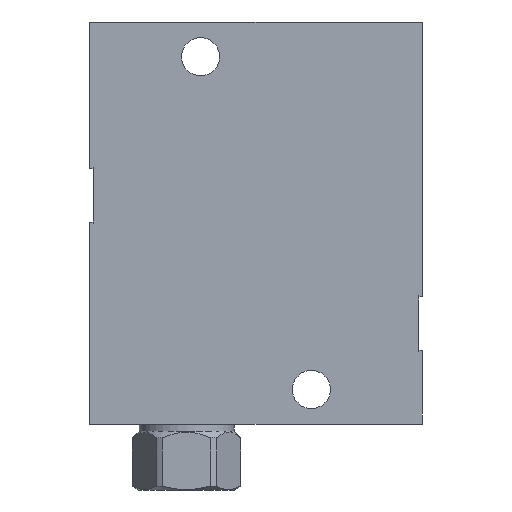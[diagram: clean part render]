
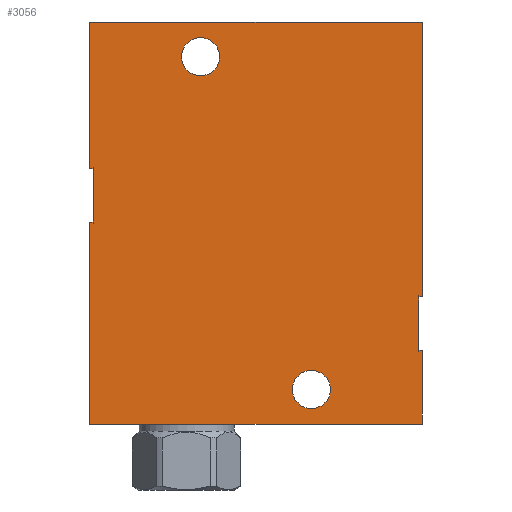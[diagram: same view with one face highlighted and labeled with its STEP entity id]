
A CAD part, front view. The second image highlights one B-rep face of the part: STEP entity #3056.
In plain terms, the highlighted planar face has unit normal (0, -1, 0).
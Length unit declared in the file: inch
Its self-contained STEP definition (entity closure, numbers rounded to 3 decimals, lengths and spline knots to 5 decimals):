
#5=DIRECTION('',(1.,0.,0.));
#6=VECTOR('',#5,3.);
#7=CARTESIAN_POINT('',(0.,-1.25,0.));
#8=LINE('',#7,#6);
#1237=CARTESIAN_POINT('',(1.,-1.25,3.312));
#1238=DIRECTION('',(0.,-1.,0.));
#1239=DIRECTION('',(-1.,0.,0.));
#1240=AXIS2_PLACEMENT_3D('',#1237,#1238,#1239);
#1242=CARTESIAN_POINT('',(1.,-1.25,3.312));
#1243=DIRECTION('',(0.,-1.,0.));
#1244=DIRECTION('',(1.,0.,0.));
#1245=AXIS2_PLACEMENT_3D('',#1242,#1243,#1244);
#1247=CARTESIAN_POINT('',(2.,-1.25,0.312));
#1248=DIRECTION('',(0.,-1.,0.));
#1249=DIRECTION('',(-1.,0.,0.));
#1250=AXIS2_PLACEMENT_3D('',#1247,#1248,#1249);
#1252=CARTESIAN_POINT('',(2.,-1.25,0.312));
#1253=DIRECTION('',(0.,-1.,0.));
#1254=DIRECTION('',(1.,0.,0.));
#1255=AXIS2_PLACEMENT_3D('',#1252,#1253,#1254);
#1257=DIRECTION('',(0.,0.,-1.));
#1258=VECTOR('',#1257,0.48002);
#1259=CARTESIAN_POINT('',(0.032,-1.25,2.30201));
#1260=LINE('',#1259,#1258);
#1261=DIRECTION('',(1.,0.,0.));
#1262=VECTOR('',#1261,0.032);
#1263=CARTESIAN_POINT('',(0.,-1.25,2.30201));
#1264=LINE('',#1263,#1262);
#1265=DIRECTION('',(0.,0.,1.));
#1266=VECTOR('',#1265,1.32299);
#1267=CARTESIAN_POINT('',(0.,-1.25,2.30201));
#1268=LINE('',#1267,#1266);
#1269=DIRECTION('',(-1.,0.,0.));
#1270=VECTOR('',#1269,0.032);
#1271=CARTESIAN_POINT('',(3.,-1.25,1.14601));
#1272=LINE('',#1271,#1270);
#1273=DIRECTION('',(0.,0.,-1.));
#1274=VECTOR('',#1273,0.48002);
#1275=CARTESIAN_POINT('',(2.968,-1.25,1.14601));
#1276=LINE('',#1275,#1274);
#1277=DIRECTION('',(-1.,0.,0.));
#1278=VECTOR('',#1277,0.032);
#1279=CARTESIAN_POINT('',(3.,-1.25,0.66599));
#1280=LINE('',#1279,#1278);
#1281=DIRECTION('',(0.,0.,1.));
#1282=VECTOR('',#1281,1.82199);
#1283=CARTESIAN_POINT('',(0.,-1.25,0.));
#1284=LINE('',#1283,#1282);
#1285=DIRECTION('',(1.,0.,0.));
#1286=VECTOR('',#1285,0.032);
#1287=CARTESIAN_POINT('',(0.,-1.25,1.82199));
#1288=LINE('',#1287,#1286);
#1317=DIRECTION('',(1.,0.,0.));
#1318=VECTOR('',#1317,3.);
#1319=CARTESIAN_POINT('',(0.,-1.25,3.625));
#1320=LINE('',#1319,#1318);
#1346=DIRECTION('',(0.,0.,1.));
#1347=VECTOR('',#1346,0.66599);
#1348=CARTESIAN_POINT('',(3.,-1.25,0.));
#1349=LINE('',#1348,#1347);
#1355=DIRECTION('',(0.,0.,1.));
#1356=VECTOR('',#1355,2.47899);
#1357=CARTESIAN_POINT('',(3.,-1.25,1.14601));
#1358=LINE('',#1357,#1356);
#1802=CARTESIAN_POINT('',(0.,-1.25,0.));
#1804=VERTEX_POINT('',#1802);
#1805=CARTESIAN_POINT('',(3.,-1.25,0.));
#1806=VERTEX_POINT('',#1805);
#1810=CARTESIAN_POINT('',(0.,-1.25,3.625));
#1812=VERTEX_POINT('',#1810);
#1813=CARTESIAN_POINT('',(3.,-1.25,3.625));
#1814=VERTEX_POINT('',#1813);
#1918=CARTESIAN_POINT('',(2.968,-1.25,0.66599));
#1920=VERTEX_POINT('',#1918);
#1922=CARTESIAN_POINT('',(2.968,-1.25,1.14601));
#1924=VERTEX_POINT('',#1922);
#1925=CARTESIAN_POINT('',(3.,-1.25,0.66599));
#1926=VERTEX_POINT('',#1925);
#1927=CARTESIAN_POINT('',(3.,-1.25,1.14601));
#1928=VERTEX_POINT('',#1927);
#1958=CARTESIAN_POINT('',(0.828,-1.25,3.312));
#1959=CARTESIAN_POINT('',(1.172,-1.25,3.312));
#1960=VERTEX_POINT('',#1958);
#1961=VERTEX_POINT('',#1959);
#1966=CARTESIAN_POINT('',(1.828,-1.25,0.312));
#1967=CARTESIAN_POINT('',(2.172,-1.25,0.312));
#1968=VERTEX_POINT('',#1966);
#1969=VERTEX_POINT('',#1967);
#1989=CARTESIAN_POINT('',(0.032,-1.25,1.82199));
#1991=VERTEX_POINT('',#1989);
#1992=CARTESIAN_POINT('',(0.032,-1.25,2.30201));
#1993=VERTEX_POINT('',#1992);
#1994=CARTESIAN_POINT('',(0.,-1.25,2.30201));
#1995=VERTEX_POINT('',#1994);
#1996=CARTESIAN_POINT('',(0.,-1.25,1.82199));
#1997=VERTEX_POINT('',#1996);
#3020=CARTESIAN_POINT('',(0.,-1.25,0.));
#3021=DIRECTION('',(0.,-1.,0.));
#3022=DIRECTION('',(1.,0.,0.));
#3023=AXIS2_PLACEMENT_3D('',#3020,#3021,#3022);
#3024=PLANE('',#3023);
#3025=ORIENTED_EDGE('',*,*,#2162,.F.);
#3026=ORIENTED_EDGE('',*,*,#2144,.F.);
#3027=ORIENTED_EDGE('',*,*,#2118,.T.);
#3029=ORIENTED_EDGE('',*,*,#3028,.T.);
#3031=ORIENTED_EDGE('',*,*,#3030,.F.);
#3033=ORIENTED_EDGE('',*,*,#3032,.T.);
#3035=ORIENTED_EDGE('',*,*,#3034,.T.);
#3037=ORIENTED_EDGE('',*,*,#3036,.F.);
#3039=ORIENTED_EDGE('',*,*,#3038,.F.);
#3040=ORIENTED_EDGE('',*,*,#2077,.F.);
#3041=ORIENTED_EDGE('',*,*,#2099,.T.);
#3042=ORIENTED_EDGE('',*,*,#2130,.T.);
#3043=EDGE_LOOP('',(#3025,#3026,#3027,#3029,#3031,#3033,#3035,#3037,#3039,#3040,
#3041,#3042));
#3044=FACE_OUTER_BOUND('',#3043,.F.);
#3046=ORIENTED_EDGE('',*,*,#3045,.T.);
#3048=ORIENTED_EDGE('',*,*,#3047,.T.);
#3049=EDGE_LOOP('',(#3046,#3048));
#3050=FACE_BOUND('',#3049,.F.);
#3051=ORIENTED_EDGE('',*,*,#3010,.T.);
#3053=ORIENTED_EDGE('',*,*,#3052,.T.);
#3054=EDGE_LOOP('',(#3051,#3053));
#3055=FACE_BOUND('',#3054,.F.);
#3056=ADVANCED_FACE('',(#3044,#3050,#3055),#3024,.T.);
#1241=CIRCLE('',#1240,0.172);
#1246=CIRCLE('',#1245,0.172);
#1251=CIRCLE('',#1250,0.172);
#1256=CIRCLE('',#1255,0.172);
#2077=EDGE_CURVE('',#1804,#1806,#8,.T.);
#2099=EDGE_CURVE('',#1804,#1997,#1284,.T.);
#2118=EDGE_CURVE('',#1995,#1812,#1268,.T.);
#2130=EDGE_CURVE('',#1997,#1991,#1288,.T.);
#2144=EDGE_CURVE('',#1995,#1993,#1264,.T.);
#2162=EDGE_CURVE('',#1993,#1991,#1260,.T.);
#3010=EDGE_CURVE('',#1960,#1961,#1241,.T.);
#3028=EDGE_CURVE('',#1812,#1814,#1320,.T.);
#3030=EDGE_CURVE('',#1928,#1814,#1358,.T.);
#3032=EDGE_CURVE('',#1928,#1924,#1272,.T.);
#3034=EDGE_CURVE('',#1924,#1920,#1276,.T.);
#3036=EDGE_CURVE('',#1926,#1920,#1280,.T.);
#3038=EDGE_CURVE('',#1806,#1926,#1349,.T.);
#3045=EDGE_CURVE('',#1968,#1969,#1251,.T.);
#3047=EDGE_CURVE('',#1969,#1968,#1256,.T.);
#3052=EDGE_CURVE('',#1961,#1960,#1246,.T.);
